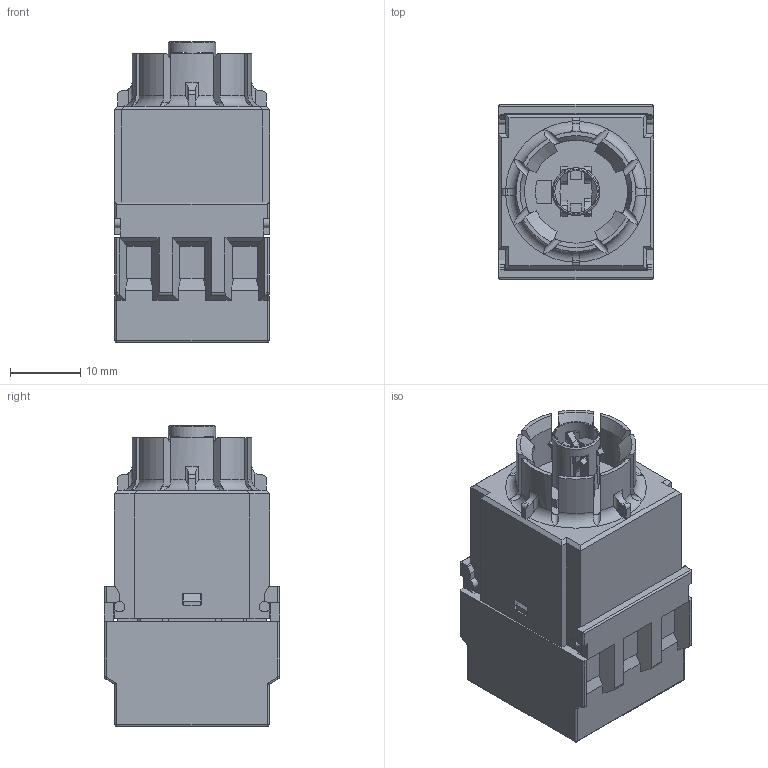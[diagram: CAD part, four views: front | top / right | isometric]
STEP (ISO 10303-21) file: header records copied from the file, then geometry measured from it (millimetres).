
FILE_DESCRIPTION(/* description */ (''),/* implementation_level */ '2;1');
FILE_NAME(/* name */ 'BZLIK_ipt.stp',/* time_stamp */ '2019-10-24T15:13:46+02:00',/* author */ ('thagel'),/* organization */ (''),/* preprocessor_version */ 'ST-DEVELOPER v17.2',/* originating_system */ 'Autodesk Inventor 2019',/* authorisation */ '');
FILE_SCHEMA (('AUTOMOTIVE_DESIGN { 1 0 10303 214 3 1 1 }'));
Length unit declared in the file: millimetre
Products named in the file (1): BZLI5K A03.0995.3
Bounding box: 22.2 x 25 x 42.95 mm (x, y, z)
Volume: 15078.5 mm3; surface area: 9979.6 mm2
Topology: 2 solids, 7 shells, 962 faces, 2674 edges, 1720 vertices
Faces by surface type: plane 625, cylinder 252, torus 34, bspline 24, cone 19, sphere 8
Full cylindrical faces by diameter (mm): 1.5 x4, 1.9 x4, 2.013 x7, 2.5 x40, 2.8 x4, 4 x6, 6.05 x1, 6.8 x1
Entity records: 38526 total; most frequent: CARTESIAN_POINT 14156, ORIENTED_EDGE 5332, DIRECTION 4731, EDGE_CURVE 2666, LINE 1805, VECTOR 1805, VERTEX_POINT 1720, AXIS2_PLACEMENT_3D 1463
